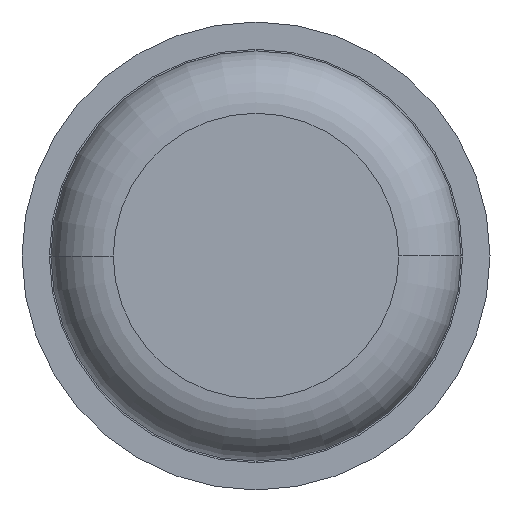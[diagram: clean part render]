
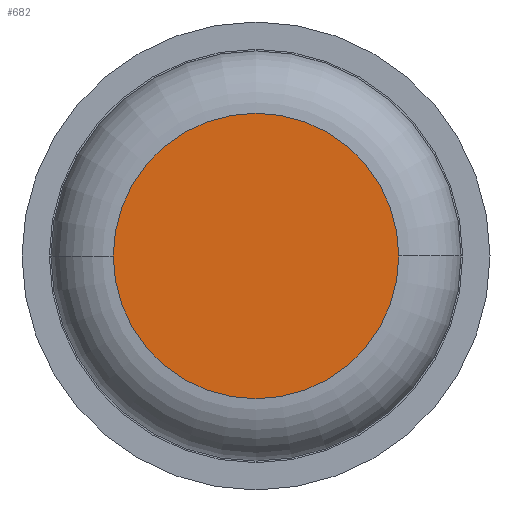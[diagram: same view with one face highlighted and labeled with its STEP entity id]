
A CAD part, front view. The second image highlights one B-rep face of the part: STEP entity #682.
In plain terms, the highlighted planar face has unit normal (0, -1, 0).
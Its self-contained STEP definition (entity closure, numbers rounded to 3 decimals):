
#174 = ORIENTED_EDGE ( 'NONE', *, *, #1557, .T. ) ;
#480 = PLANE ( 'NONE',  #2583 ) ;
#596 = CIRCLE ( 'NONE', #834, 0.915 ) ;
#682 = ADVANCED_FACE ( 'Defeature ausgef�hrt1_6', ( #3251 ), #480, .F. ) ;
#796 = DIRECTION ( 'NONE',  ( -1., 0., 0. ) ) ;
#834 = AXIS2_PLACEMENT_3D ( 'NONE', #1841, #1794, #796 ) ;
#1276 = CARTESIAN_POINT ( 'NONE',  ( 0., 0., 0. ) ) ;
#1335 = EDGE_CURVE ( 'Defeature ausgef�hrt1_6+Defeature ausgef�hrt1_7+Defeature ausgef�hrt1_7+Defeature ausgef�hrt1_7', #2908, #4110, #596, .T. ) ;
#1552 = DIRECTION ( 'NONE',  ( 0., 1., 0. ) ) ;
#1557 = EDGE_CURVE ( 'Defeature ausgef�hrt1_6+Defeature ausgef�hrt1_7+Defeature ausgef�hrt1_7+Defeature ausgef�hrt1_7', #4110, #2908, #3206, .T. ) ;
#1630 = DIRECTION ( 'NONE',  ( -1., 0., 0. ) ) ;
#1794 = DIRECTION ( 'NONE',  ( 0., -1., 0. ) ) ;
#1841 = CARTESIAN_POINT ( 'NONE',  ( 0., 0., 0. ) ) ;
#1968 = DIRECTION ( 'NONE',  ( 0., -1., 0. ) ) ;
#2397 = ORIENTED_EDGE ( 'NONE', *, *, #1335, .T. ) ;
#2542 = CARTESIAN_POINT ( 'NONE',  ( 0., 0., 0. ) ) ;
#2583 = AXIS2_PLACEMENT_3D ( 'NONE', #2542, #1552, #3994 ) ;
#2768 = CARTESIAN_POINT ( 'NONE',  ( 0.915, 0., 0. ) ) ;
#2908 = VERTEX_POINT ( 'NONE', #2768 ) ;
#3206 = CIRCLE ( 'NONE', #3874, 0.915 ) ;
#3251 = FACE_OUTER_BOUND ( 'NONE', #3726, .T. ) ;
#3490 = CARTESIAN_POINT ( 'NONE',  ( -0.915, 0., 0. ) ) ;
#3726 = EDGE_LOOP ( 'NONE', ( #174, #2397 ) ) ;
#3874 = AXIS2_PLACEMENT_3D ( 'NONE', #1276, #1968, #1630 ) ;
#3994 = DIRECTION ( 'NONE',  ( -1., 0., 0. ) ) ;
#4110 = VERTEX_POINT ( 'NONE', #3490 ) ;
